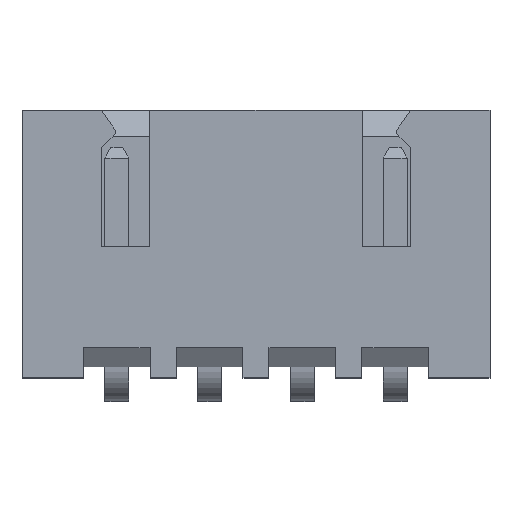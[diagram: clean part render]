
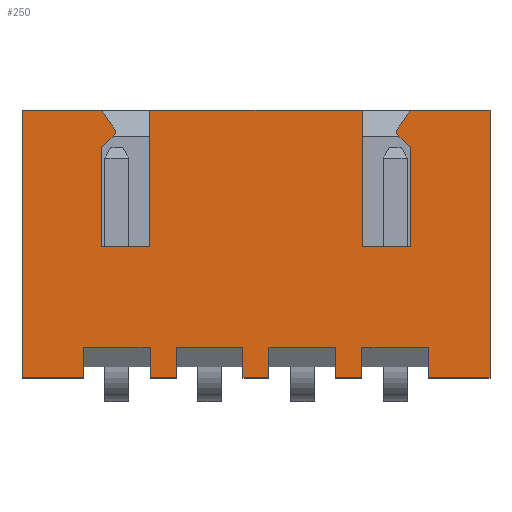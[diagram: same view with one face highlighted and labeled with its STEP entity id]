
A CAD part, top view. The second image highlights one B-rep face of the part: STEP entity #250.
In plain terms, the highlighted planar face has unit normal (0, 0, 1).
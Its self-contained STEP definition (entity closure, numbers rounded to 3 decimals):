
#250=ADVANCED_FACE('',(#943),#945,.T.);
#943=FACE_BOUND('',#944,.T.);
#944=EDGE_LOOP('',(#1482,#1483,#1484,#1485,#1486,#1487,#1488,#1489,#1490,#1491,#1492,
#1493,#1494,#1495,#1496,#1497,#1498,#1499,#1500,#1501,#1502,#1503,#1504,#1505,#1506,
#1507,#1508,#1509,#1510,#1511,#1512,#1513,#1514,#1515));
#945=PLANE('',#946);
#946=AXIS2_PLACEMENT_3D('',#947,#948,#949);
#947=CARTESIAN_POINT('',(10.05,0.3,5.95));
#948=DIRECTION('',(0.,-0.,1.));
#949=DIRECTION('',(0.,1.,0.));
#1482=ORIENTED_EDGE('',*,*,#1900,.T.);
#1483=ORIENTED_EDGE('',*,*,#1901,.T.);
#1484=ORIENTED_EDGE('',*,*,#1902,.F.);
#1485=ORIENTED_EDGE('',*,*,#1903,.T.);
#1486=ORIENTED_EDGE('',*,*,#1904,.T.);
#1487=ORIENTED_EDGE('',*,*,#1905,.T.);
#1488=ORIENTED_EDGE('',*,*,#1906,.F.);
#1489=ORIENTED_EDGE('',*,*,#1907,.T.);
#1490=ORIENTED_EDGE('',*,*,#1908,.T.);
#1491=ORIENTED_EDGE('',*,*,#1909,.T.);
#1492=ORIENTED_EDGE('',*,*,#1910,.F.);
#1493=ORIENTED_EDGE('',*,*,#1911,.T.);
#1494=ORIENTED_EDGE('',*,*,#1912,.T.);
#1495=ORIENTED_EDGE('',*,*,#1913,.T.);
#1496=ORIENTED_EDGE('',*,*,#1914,.T.);
#1497=ORIENTED_EDGE('',*,*,#1915,.T.);
#1498=ORIENTED_EDGE('',*,*,#1916,.T.);
#1499=ORIENTED_EDGE('',*,*,#1917,.T.);
#1500=ORIENTED_EDGE('',*,*,#1918,.T.);
#1501=ORIENTED_EDGE('',*,*,#1919,.T.);
#1502=ORIENTED_EDGE('',*,*,#1920,.T.);
#1503=ORIENTED_EDGE('',*,*,#1921,.T.);
#1504=ORIENTED_EDGE('',*,*,#1922,.T.);
#1505=ORIENTED_EDGE('',*,*,#1923,.T.);
#1506=ORIENTED_EDGE('',*,*,#1924,.T.);
#1507=ORIENTED_EDGE('',*,*,#1925,.T.);
#1508=ORIENTED_EDGE('',*,*,#1926,.T.);
#1509=ORIENTED_EDGE('',*,*,#1927,.F.);
#1510=ORIENTED_EDGE('',*,*,#1928,.F.);
#1511=ORIENTED_EDGE('',*,*,#1929,.T.);
#1512=ORIENTED_EDGE('',*,*,#1930,.T.);
#1513=ORIENTED_EDGE('',*,*,#1931,.T.);
#1514=ORIENTED_EDGE('',*,*,#1932,.F.);
#1515=ORIENTED_EDGE('',*,*,#1933,.T.);
#1900=EDGE_CURVE('',#2109,#2110,#2111,.F.);
#1901=EDGE_CURVE('',#2110,#2112,#2113,.T.);
#1902=EDGE_CURVE('',#2114,#2112,#2115,.T.);
#1903=EDGE_CURVE('',#2114,#2116,#2117,.F.);
#1904=EDGE_CURVE('',#2116,#2118,#2119,.F.);
#1905=EDGE_CURVE('',#2118,#2120,#2121,.T.);
#1906=EDGE_CURVE('',#2122,#2120,#2123,.T.);
#1907=EDGE_CURVE('',#2122,#2124,#2125,.F.);
#1908=EDGE_CURVE('',#2124,#2126,#2127,.F.);
#1909=EDGE_CURVE('',#2126,#2128,#2129,.T.);
#1910=EDGE_CURVE('',#2130,#2128,#2131,.T.);
#1911=EDGE_CURVE('',#2130,#2132,#2133,.T.);
#1912=EDGE_CURVE('',#2132,#2134,#2135,.T.);
#1913=EDGE_CURVE('',#2134,#2136,#2137,.F.);
#1914=EDGE_CURVE('',#2136,#2138,#2139,.F.);
#1915=EDGE_CURVE('',#2138,#2140,#2141,.F.);
#1916=EDGE_CURVE('',#2140,#2142,#2143,.F.);
#1917=EDGE_CURVE('',#2142,#2144,#2145,.F.);
#1918=EDGE_CURVE('',#2144,#2146,#2147,.F.);
#1919=EDGE_CURVE('',#2146,#2148,#2149,.T.);
#1920=EDGE_CURVE('',#2148,#2150,#2151,.F.);
#1921=EDGE_CURVE('',#2150,#2152,#2153,.F.);
#1922=EDGE_CURVE('',#2152,#2154,#2155,.F.);
#1923=EDGE_CURVE('',#2154,#2156,#2157,.F.);
#1924=EDGE_CURVE('',#2156,#2158,#2159,.F.);
#1925=EDGE_CURVE('',#2158,#2160,#2161,.F.);
#1926=EDGE_CURVE('',#2160,#2162,#2163,.T.);
#1927=EDGE_CURVE('',#2164,#2162,#2165,.T.);
#1928=EDGE_CURVE('',#2166,#2164,#2167,.T.);
#1929=EDGE_CURVE('',#2166,#2168,#2169,.F.);
#1930=EDGE_CURVE('',#2168,#2170,#2171,.F.);
#1931=EDGE_CURVE('',#2170,#2172,#2173,.T.);
#1932=EDGE_CURVE('',#2174,#2172,#2175,.T.);
#1933=EDGE_CURVE('',#2174,#2109,#2176,.F.);
#2109=VERTEX_POINT('',#2454);
#2110=VERTEX_POINT('',#2455);
#2111=LINE('',#2456,#2457);
#2112=VERTEX_POINT('',#2459);
#2113=LINE('',#2460,#2461);
#2114=VERTEX_POINT('',#2463);
#2115=LINE('',#2464,#2465);
#2116=VERTEX_POINT('',#2467);
#2117=LINE('',#2468,#2469);
#2118=VERTEX_POINT('',#2471);
#2119=LINE('',#2472,#2473);
#2120=VERTEX_POINT('',#2475);
#2121=LINE('',#2476,#2477);
#2122=VERTEX_POINT('',#2479);
#2123=LINE('',#2480,#2481);
#2124=VERTEX_POINT('',#2483);
#2125=LINE('',#2484,#2485);
#2126=VERTEX_POINT('',#2487);
#2127=LINE('',#2488,#2489);
#2128=VERTEX_POINT('',#2491);
#2129=LINE('',#2492,#2493);
#2130=VERTEX_POINT('',#2495);
#2131=LINE('',#2496,#2497);
#2132=VERTEX_POINT('',#2499);
#2133=LINE('',#2500,#2501);
#2134=VERTEX_POINT('',#2503);
#2135=LINE('',#2504,#2505);
#2136=VERTEX_POINT('',#2507);
#2137=LINE('',#2508,#2509);
#2138=VERTEX_POINT('',#2511);
#2139=LINE('',#2512,#2513);
#2140=VERTEX_POINT('',#2515);
#2141=LINE('',#2516,#2517);
#2142=VERTEX_POINT('',#2519);
#2143=LINE('',#2520,#2521);
#2144=VERTEX_POINT('',#2523);
#2145=LINE('',#2524,#2525);
#2146=VERTEX_POINT('',#2527);
#2147=LINE('',#2528,#2529);
#2148=VERTEX_POINT('',#2531);
#2149=LINE('',#2532,#2533);
#2150=VERTEX_POINT('',#2535);
#2151=LINE('',#2536,#2537);
#2152=VERTEX_POINT('',#2539);
#2153=LINE('',#2540,#2541);
#2154=VERTEX_POINT('',#2543);
#2155=LINE('',#2544,#2545);
#2156=VERTEX_POINT('',#2547);
#2157=LINE('',#2548,#2549);
#2158=VERTEX_POINT('',#2551);
#2159=LINE('',#2552,#2553);
#2160=VERTEX_POINT('',#2555);
#2161=LINE('',#2556,#2557);
#2162=VERTEX_POINT('',#2559);
#2163=LINE('',#2560,#2561);
#2164=VERTEX_POINT('',#2563);
#2165=LINE('',#2564,#2565);
#2166=VERTEX_POINT('',#2567);
#2167=LINE('',#2568,#2569);
#2168=VERTEX_POINT('',#2571);
#2169=LINE('',#2572,#2573);
#2170=VERTEX_POINT('',#2575);
#2171=LINE('',#2576,#2577);
#2172=VERTEX_POINT('',#2579);
#2173=LINE('',#2580,#2581);
#2174=VERTEX_POINT('',#2583);
#2175=LINE('',#2584,#2585);
#2176=LINE('',#2587,#2588);
#2454=CARTESIAN_POINT('',(1.6,1.117,5.95));
#2455=CARTESIAN_POINT('',(3.4,1.117,5.95));
#2456=CARTESIAN_POINT('',(3.4,1.117,5.95));
#2457=VECTOR('',#2458,1.);
#2458=DIRECTION('',(-1.,0.,0.));
#2459=CARTESIAN_POINT('',(3.4,0.3,5.95));
#2460=CARTESIAN_POINT('',(3.4,1.117,5.95));
#2461=VECTOR('',#2462,1.);
#2462=DIRECTION('',(0.,-1.,0.));
#2463=CARTESIAN_POINT('',(4.1,0.3,5.95));
#2464=CARTESIAN_POINT('',(4.1,0.3,5.95));
#2465=VECTOR('',#2466,1.);
#2466=DIRECTION('',(-1.,0.,0.));
#2467=CARTESIAN_POINT('',(4.1,1.117,5.95));
#2468=CARTESIAN_POINT('',(4.1,1.117,5.95));
#2469=VECTOR('',#2470,1.);
#2470=DIRECTION('',(0.,-1.,0.));
#2471=CARTESIAN_POINT('',(5.9,1.117,5.95));
#2472=CARTESIAN_POINT('',(5.9,1.117,5.95));
#2473=VECTOR('',#2474,1.);
#2474=DIRECTION('',(-1.,0.,0.));
#2475=CARTESIAN_POINT('',(5.9,0.3,5.95));
#2476=CARTESIAN_POINT('',(5.9,1.117,5.95));
#2477=VECTOR('',#2478,1.);
#2478=DIRECTION('',(0.,-1.,0.));
#2479=CARTESIAN_POINT('',(6.6,0.3,5.95));
#2480=CARTESIAN_POINT('',(6.6,0.3,5.95));
#2481=VECTOR('',#2482,1.);
#2482=DIRECTION('',(-1.,0.,0.));
#2483=CARTESIAN_POINT('',(6.6,1.117,5.95));
#2484=CARTESIAN_POINT('',(6.6,1.117,5.95));
#2485=VECTOR('',#2486,1.);
#2486=DIRECTION('',(0.,-1.,0.));
#2487=CARTESIAN_POINT('',(8.4,1.117,5.95));
#2488=CARTESIAN_POINT('',(8.4,1.117,5.95));
#2489=VECTOR('',#2490,1.);
#2490=DIRECTION('',(-1.,0.,0.));
#2491=CARTESIAN_POINT('',(8.4,0.3,5.95));
#2492=CARTESIAN_POINT('',(8.4,1.117,5.95));
#2493=VECTOR('',#2494,1.);
#2494=DIRECTION('',(0.,-1.,0.));
#2495=CARTESIAN_POINT('',(10.05,0.3,5.95));
#2496=CARTESIAN_POINT('',(10.05,0.3,5.95));
#2497=VECTOR('',#2498,1.);
#2498=DIRECTION('',(-1.,0.,0.));
#2499=CARTESIAN_POINT('',(10.05,7.5,5.95));
#2500=CARTESIAN_POINT('',(10.05,0.3,5.95));
#2501=VECTOR('',#2502,1.);
#2502=DIRECTION('',(0.,1.,0.));
#2503=CARTESIAN_POINT('',(7.912,7.5,5.95));
#2504=CARTESIAN_POINT('',(10.05,7.5,5.95));
#2505=VECTOR('',#2506,1.);
#2506=DIRECTION('',(-1.,0.,0.));
#2507=CARTESIAN_POINT('',(7.541,6.971,5.95));
#2508=CARTESIAN_POINT('',(7.541,6.971,5.95));
#2509=VECTOR('',#2510,1.);
#2510=DIRECTION('',(0.574,0.819,0.));
#2511=CARTESIAN_POINT('',(7.541,6.871,5.95));
#2512=CARTESIAN_POINT('',(7.541,6.871,5.95));
#2513=VECTOR('',#2514,1.);
#2514=DIRECTION('',(0.,1.,0.));
#2515=CARTESIAN_POINT('',(7.912,6.5,5.95));
#2516=CARTESIAN_POINT('',(7.912,6.5,5.95));
#2517=VECTOR('',#2518,1.);
#2518=DIRECTION('',(-0.707,0.707,0.));
#2519=CARTESIAN_POINT('',(7.912,3.85,5.95));
#2520=CARTESIAN_POINT('',(7.912,3.85,5.95));
#2521=VECTOR('',#2522,1.);
#2522=DIRECTION('',(0.,1.,0.));
#2523=CARTESIAN_POINT('',(6.612,3.85,5.95));
#2524=CARTESIAN_POINT('',(6.612,3.85,5.95));
#2525=VECTOR('',#2526,1.);
#2526=DIRECTION('',(1.,0.,0.));
#2527=CARTESIAN_POINT('',(6.612,7.5,5.95));
#2528=CARTESIAN_POINT('',(6.612,7.5,5.95));
#2529=VECTOR('',#2530,1.);
#2530=DIRECTION('',(0.,-1.,0.));
#2531=CARTESIAN_POINT('',(0.888,7.5,5.95));
#2532=CARTESIAN_POINT('',(6.612,7.5,5.95));
#2533=VECTOR('',#2534,1.);
#2534=DIRECTION('',(-1.,0.,0.));
#2535=CARTESIAN_POINT('',(0.888,3.85,5.95));
#2536=CARTESIAN_POINT('',(0.888,3.85,5.95));
#2537=VECTOR('',#2538,1.);
#2538=DIRECTION('',(0.,1.,0.));
#2539=CARTESIAN_POINT('',(-0.412,3.85,5.95));
#2540=CARTESIAN_POINT('',(-0.412,3.85,5.95));
#2541=VECTOR('',#2542,1.);
#2542=DIRECTION('',(1.,0.,0.));
#2543=CARTESIAN_POINT('',(-0.412,6.5,5.95));
#2544=CARTESIAN_POINT('',(-0.412,6.5,5.95));
#2545=VECTOR('',#2546,1.);
#2546=DIRECTION('',(0.,-1.,0.));
#2547=CARTESIAN_POINT('',(-0.041,6.871,5.95));
#2548=CARTESIAN_POINT('',(-0.041,6.871,5.95));
#2549=VECTOR('',#2550,1.);
#2550=DIRECTION('',(-0.707,-0.707,0.));
#2551=CARTESIAN_POINT('',(-0.041,6.971,5.95));
#2552=CARTESIAN_POINT('',(-0.041,6.971,5.95));
#2553=VECTOR('',#2554,1.);
#2554=DIRECTION('',(0.,-1.,0.));
#2555=CARTESIAN_POINT('',(-0.412,7.5,5.95));
#2556=CARTESIAN_POINT('',(-0.412,7.5,5.95));
#2557=VECTOR('',#2558,1.);
#2558=DIRECTION('',(0.574,-0.819,0.));
#2559=CARTESIAN_POINT('',(-2.55,7.5,5.95));
#2560=CARTESIAN_POINT('',(-0.412,7.5,5.95));
#2561=VECTOR('',#2562,1.);
#2562=DIRECTION('',(-1.,0.,0.));
#2563=CARTESIAN_POINT('',(-2.55,0.3,5.95));
#2564=CARTESIAN_POINT('',(-2.55,0.3,5.95));
#2565=VECTOR('',#2566,1.);
#2566=DIRECTION('',(0.,1.,0.));
#2567=CARTESIAN_POINT('',(-0.9,0.3,5.95));
#2568=CARTESIAN_POINT('',(-0.9,0.3,5.95));
#2569=VECTOR('',#2570,1.);
#2570=DIRECTION('',(-1.,0.,0.));
#2571=CARTESIAN_POINT('',(-0.9,1.117,5.95));
#2572=CARTESIAN_POINT('',(-0.9,1.117,5.95));
#2573=VECTOR('',#2574,1.);
#2574=DIRECTION('',(0.,-1.,0.));
#2575=CARTESIAN_POINT('',(0.9,1.117,5.95));
#2576=CARTESIAN_POINT('',(0.9,1.117,5.95));
#2577=VECTOR('',#2578,1.);
#2578=DIRECTION('',(-1.,0.,0.));
#2579=CARTESIAN_POINT('',(0.9,0.3,5.95));
#2580=CARTESIAN_POINT('',(0.9,1.117,5.95));
#2581=VECTOR('',#2582,1.);
#2582=DIRECTION('',(0.,-1.,0.));
#2583=CARTESIAN_POINT('',(1.6,0.3,5.95));
#2584=CARTESIAN_POINT('',(1.6,0.3,5.95));
#2585=VECTOR('',#2586,1.);
#2586=DIRECTION('',(-1.,0.,0.));
#2587=CARTESIAN_POINT('',(1.6,1.117,5.95));
#2588=VECTOR('',#2589,1.);
#2589=DIRECTION('',(0.,-1.,0.));
